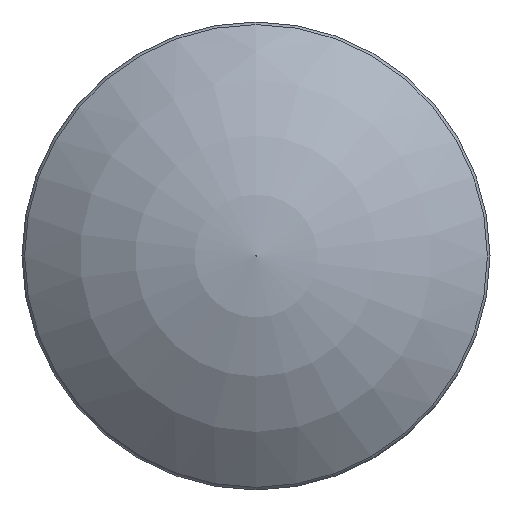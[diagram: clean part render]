
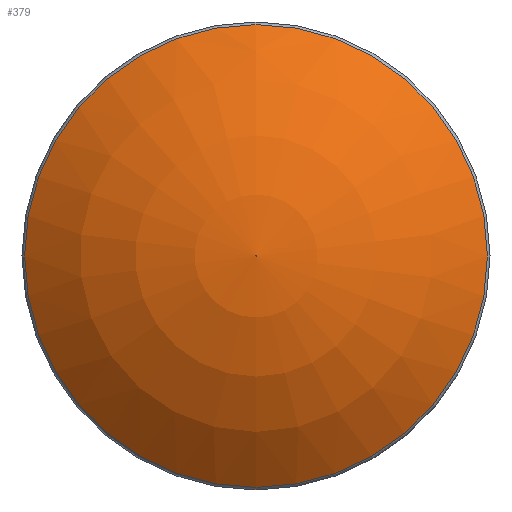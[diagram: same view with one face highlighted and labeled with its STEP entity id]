
A CAD part, left-side view. The second image highlights one B-rep face of the part: STEP entity #379.
In plain terms, the highlighted toroidal (fillet/blend) face has major radius 0.194 mm and minor radius 9.136 mm.
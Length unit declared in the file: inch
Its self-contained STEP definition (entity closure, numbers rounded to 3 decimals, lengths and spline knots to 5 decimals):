
#6 = DIRECTION ( 'NONE',  ( 0., 0., 1. ) ) ;
#9 = DIRECTION ( 'NONE',  ( 0., 0., 1. ) ) ;
#30 = EDGE_CURVE ( 'NONE', #316, #316, #415, .T. ) ;
#37 = DIRECTION ( 'NONE',  ( -1., 0., 0. ) ) ;
#61 = CIRCLE ( 'NONE', #89, 0.23133 ) ;
#89 = AXIS2_PLACEMENT_3D ( 'NONE', #408, #37, #9 ) ;
#97 = EDGE_LOOP ( 'NONE', ( #337 ) ) ;
#109 = FACE_OUTER_BOUND ( 'NONE', #298, .T. ) ;
#143 = EDGE_CURVE ( 'NONE', #194, #194, #61, .T. ) ;
#176 = CARTESIAN_POINT ( 'NONE',  ( 0.35961, 0., 0. ) ) ;
#194 = VERTEX_POINT ( 'NONE', #213 ) ;
#213 = CARTESIAN_POINT ( 'NONE',  ( 0.09079, 0., 0.23133 ) ) ;
#243 = TOROIDAL_SURFACE ( 'NONE', #382, -0.00765, 0.35969 ) ;
#247 = AXIS2_PLACEMENT_3D ( 'NONE', #400, #270, #6 ) ;
#251 = FACE_OUTER_BOUND ( 'NONE', #97, .T. ) ;
#270 = DIRECTION ( 'NONE',  ( -1., 0., 0. ) ) ;
#298 = EDGE_LOOP ( 'NONE', ( #363 ) ) ;
#314 = DIRECTION ( 'NONE',  ( -1., 0., 0. ) ) ;
#316 = VERTEX_POINT ( 'NONE', #418 ) ;
#337 = ORIENTED_EDGE ( 'NONE', *, *, #30, .F. ) ;
#347 = DIRECTION ( 'NONE',  ( 0., 0., 1. ) ) ;
#363 = ORIENTED_EDGE ( 'NONE', *, *, #143, .T. ) ;
#379 = ADVANCED_FACE ( 'NONE', ( #251, #109 ), #243, .T. ) ;
#382 = AXIS2_PLACEMENT_3D ( 'NONE', #176, #314, #347 ) ;
#400 = CARTESIAN_POINT ( 'NONE',  ( 0.00001, 0., 0. ) ) ;
#408 = CARTESIAN_POINT ( 'NONE',  ( 0.09079, 0., 0. ) ) ;
#415 = CIRCLE ( 'NONE', #247, 0.00038 ) ;
#418 = CARTESIAN_POINT ( 'NONE',  ( 0.00001, 0., 0.00038 ) ) ;
